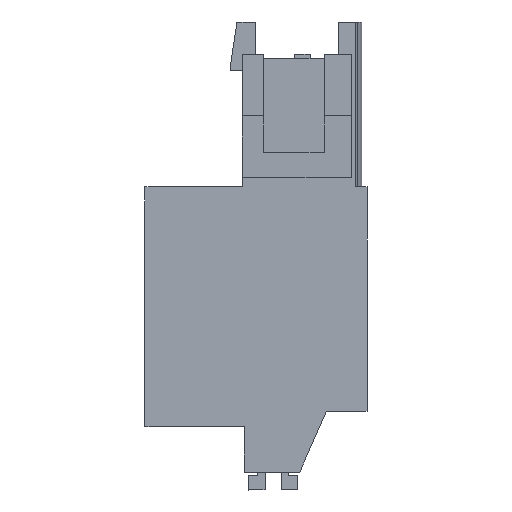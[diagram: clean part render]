
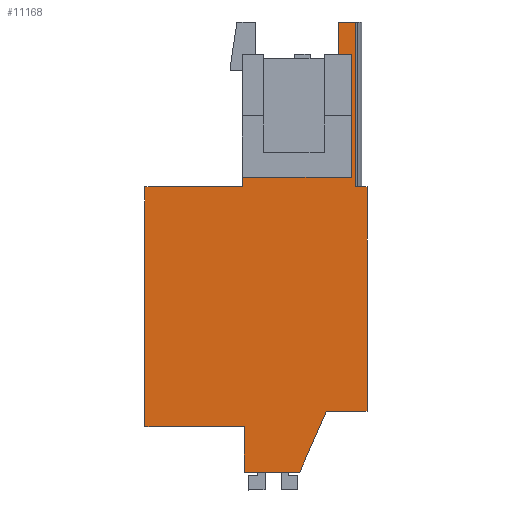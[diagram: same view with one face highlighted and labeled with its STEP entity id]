
A CAD part, left-side view. The second image highlights one B-rep face of the part: STEP entity #11168.
In plain terms, the highlighted planar face has unit normal (-1, 0, 0).
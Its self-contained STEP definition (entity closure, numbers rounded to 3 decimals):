
#11112=AXIS2_PLACEMENT_3D('Plane Axis2P3D',#11109,#11110,#11111) ;
#129=CARTESIAN_POINT('Vertex',(0.975,7.85,4.043)) ;
#267=CARTESIAN_POINT('Vertex',(0.975,7.85,1.143)) ;
#270=CARTESIAN_POINT('Line Origine',(0.975,7.85,2.593)) ;
#387=CARTESIAN_POINT('Vertex',(0.975,0.,5.043)) ;
#390=CARTESIAN_POINT('Line Origine',(0.975,1.3,5.043)) ;
#394=CARTESIAN_POINT('Vertex',(0.975,2.6,5.043)) ;
#868=CARTESIAN_POINT('Vertex',(0.975,14.2,4.043)) ;
#876=CARTESIAN_POINT('Line Origine',(0.975,11.025,4.043)) ;
#1519=CARTESIAN_POINT('Vertex',(0.975,0.,19.383)) ;
#1522=CARTESIAN_POINT('Line Origine',(0.975,0.,12.213)) ;
#2064=CARTESIAN_POINT('Vertex',(0.975,14.2,19.383)) ;
#2067=CARTESIAN_POINT('Line Origine',(0.975,14.2,11.713)) ;
#2745=CARTESIAN_POINT('Vertex',(0.975,7.968,19.383)) ;
#2748=CARTESIAN_POINT('Line Origine',(0.975,11.084,19.383)) ;
#2849=CARTESIAN_POINT('Line Origine',(0.975,7.968,19.96)) ;
#2853=CARTESIAN_POINT('Vertex',(0.975,7.968,20.538)) ;
#3314=CARTESIAN_POINT('Vertex',(0.975,1.848,29.933)) ;
#3317=CARTESIAN_POINT('Line Origine',(0.975,1.285,29.933)) ;
#3321=CARTESIAN_POINT('Vertex',(0.975,0.723,29.933)) ;
#3632=CARTESIAN_POINT('Vertex',(0.975,0.723,19.383)) ;
#3635=CARTESIAN_POINT('Line Origine',(0.975,0.361,19.383)) ;
#11083=CARTESIAN_POINT('Line Origine',(0.975,3.45,3.093)) ;
#11087=CARTESIAN_POINT('Vertex',(0.975,4.3,1.143)) ;
#11109=CARTESIAN_POINT('Axis2P3D Location',(0.975,6.8,19.383)) ;
#11114=CARTESIAN_POINT('Line Origine',(0.975,0.723,24.658)) ;
#11119=CARTESIAN_POINT('Line Origine',(0.975,1.848,28.63)) ;
#11123=CARTESIAN_POINT('Vertex',(0.975,1.848,27.328)) ;
#11126=CARTESIAN_POINT('Line Origine',(0.975,1.423,27.328)) ;
#11130=CARTESIAN_POINT('Vertex',(0.975,0.998,27.328)) ;
#11133=CARTESIAN_POINT('Line Origine',(0.975,0.998,23.933)) ;
#11137=CARTESIAN_POINT('Vertex',(0.975,0.998,20.538)) ;
#11140=CARTESIAN_POINT('Line Origine',(0.975,4.483,20.538)) ;
#11145=CARTESIAN_POINT('Line Origine',(0.975,6.075,1.143)) ;
#271=DIRECTION('Vector Direction',(0.,0.,-1.)) ;
#391=DIRECTION('Vector Direction',(0.,-1.,0.)) ;
#877=DIRECTION('Vector Direction',(0.,-1.,0.)) ;
#1523=DIRECTION('Vector Direction',(0.,0.,1.)) ;
#2068=DIRECTION('Vector Direction',(0.,0.,-1.)) ;
#2749=DIRECTION('Vector Direction',(0.,1.,0.)) ;
#2850=DIRECTION('Vector Direction',(0.,0.,-1.)) ;
#3318=DIRECTION('Vector Direction',(0.,1.,0.)) ;
#3636=DIRECTION('Vector Direction',(0.,1.,0.)) ;
#11084=DIRECTION('Vector Direction',(0.,-0.4,0.917)) ;
#11110=DIRECTION('Axis2P3D Direction',(-1.,0.,0.)) ;
#11111=DIRECTION('Axis2P3D XDirection',(0.,1.,0.)) ;
#11115=DIRECTION('Vector Direction',(0.,0.,-1.)) ;
#11120=DIRECTION('Vector Direction',(0.,0.,1.)) ;
#11127=DIRECTION('Vector Direction',(0.,-1.,0.)) ;
#11134=DIRECTION('Vector Direction',(0.,0.,1.)) ;
#11141=DIRECTION('Vector Direction',(0.,1.,0.)) ;
#11146=DIRECTION('Vector Direction',(0.,-1.,0.)) ;
#272=VECTOR('Line Direction',#271,1.) ;
#392=VECTOR('Line Direction',#391,1.) ;
#878=VECTOR('Line Direction',#877,1.) ;
#1524=VECTOR('Line Direction',#1523,1.) ;
#2069=VECTOR('Line Direction',#2068,1.) ;
#2750=VECTOR('Line Direction',#2749,1.) ;
#2851=VECTOR('Line Direction',#2850,1.) ;
#3319=VECTOR('Line Direction',#3318,1.) ;
#3637=VECTOR('Line Direction',#3636,1.) ;
#11085=VECTOR('Line Direction',#11084,1.) ;
#11116=VECTOR('Line Direction',#11115,1.) ;
#11121=VECTOR('Line Direction',#11120,1.) ;
#11128=VECTOR('Line Direction',#11127,1.) ;
#11135=VECTOR('Line Direction',#11134,1.) ;
#11142=VECTOR('Line Direction',#11141,1.) ;
#11147=VECTOR('Line Direction',#11146,1.) ;
#11151=ORIENTED_EDGE('',*,*,#3639,.T.) ;
#11152=ORIENTED_EDGE('',*,*,#11118,.F.) ;
#11153=ORIENTED_EDGE('',*,*,#3323,.T.) ;
#11154=ORIENTED_EDGE('',*,*,#11125,.T.) ;
#11155=ORIENTED_EDGE('',*,*,#11132,.T.) ;
#11156=ORIENTED_EDGE('',*,*,#11139,.T.) ;
#11157=ORIENTED_EDGE('',*,*,#11144,.T.) ;
#11158=ORIENTED_EDGE('',*,*,#2855,.F.) ;
#11159=ORIENTED_EDGE('',*,*,#2752,.T.) ;
#11160=ORIENTED_EDGE('',*,*,#2071,.T.) ;
#11161=ORIENTED_EDGE('',*,*,#880,.T.) ;
#11162=ORIENTED_EDGE('',*,*,#274,.T.) ;
#11163=ORIENTED_EDGE('',*,*,#11149,.T.) ;
#11164=ORIENTED_EDGE('',*,*,#11089,.T.) ;
#11165=ORIENTED_EDGE('',*,*,#396,.T.) ;
#11166=ORIENTED_EDGE('',*,*,#1526,.T.) ;
#11168=ADVANCED_FACE('HOUSING',(#11167),#11113,.T.) ;
#274=EDGE_CURVE('',#130,#268,#273,.T.) ;
#396=EDGE_CURVE('',#395,#388,#393,.T.) ;
#880=EDGE_CURVE('',#869,#130,#879,.T.) ;
#1526=EDGE_CURVE('',#388,#1520,#1525,.T.) ;
#2071=EDGE_CURVE('',#2065,#869,#2070,.T.) ;
#2752=EDGE_CURVE('',#2746,#2065,#2751,.T.) ;
#2855=EDGE_CURVE('',#2746,#2854,#2852,.F.) ;
#3323=EDGE_CURVE('',#3322,#3315,#3320,.T.) ;
#3639=EDGE_CURVE('',#1520,#3633,#3638,.T.) ;
#11089=EDGE_CURVE('',#11088,#395,#11086,.T.) ;
#11118=EDGE_CURVE('',#3322,#3633,#11117,.T.) ;
#11125=EDGE_CURVE('',#3315,#11124,#11122,.F.) ;
#11132=EDGE_CURVE('',#11124,#11131,#11129,.T.) ;
#11139=EDGE_CURVE('',#11131,#11138,#11136,.F.) ;
#11144=EDGE_CURVE('',#11138,#2854,#11143,.T.) ;
#11149=EDGE_CURVE('',#268,#11088,#11148,.T.) ;
#11150=EDGE_LOOP('',(#11151,#11152,#11153,#11154,#11155,#11156,#11157,#11158,#11159,#11160,#11161,#11162,#11163,#11164,#11165,#11166)) ;
#11167=FACE_OUTER_BOUND('',#11150,.T.) ;
#273=LINE('Line',#270,#272) ;
#393=LINE('Line',#390,#392) ;
#879=LINE('Line',#876,#878) ;
#1525=LINE('Line',#1522,#1524) ;
#2070=LINE('Line',#2067,#2069) ;
#2751=LINE('Line',#2748,#2750) ;
#2852=LINE('Line',#2849,#2851) ;
#3320=LINE('Line',#3317,#3319) ;
#3638=LINE('Line',#3635,#3637) ;
#11086=LINE('Line',#11083,#11085) ;
#11117=LINE('Line',#11114,#11116) ;
#11122=LINE('Line',#11119,#11121) ;
#11129=LINE('Line',#11126,#11128) ;
#11136=LINE('Line',#11133,#11135) ;
#11143=LINE('Line',#11140,#11142) ;
#11148=LINE('Line',#11145,#11147) ;
#11113=PLANE('',#11112) ;
#130=VERTEX_POINT('',#129) ;
#268=VERTEX_POINT('',#267) ;
#388=VERTEX_POINT('',#387) ;
#395=VERTEX_POINT('',#394) ;
#869=VERTEX_POINT('',#868) ;
#1520=VERTEX_POINT('',#1519) ;
#2065=VERTEX_POINT('',#2064) ;
#2746=VERTEX_POINT('',#2745) ;
#2854=VERTEX_POINT('',#2853) ;
#3315=VERTEX_POINT('',#3314) ;
#3322=VERTEX_POINT('',#3321) ;
#3633=VERTEX_POINT('',#3632) ;
#11088=VERTEX_POINT('',#11087) ;
#11124=VERTEX_POINT('',#11123) ;
#11131=VERTEX_POINT('',#11130) ;
#11138=VERTEX_POINT('',#11137) ;
